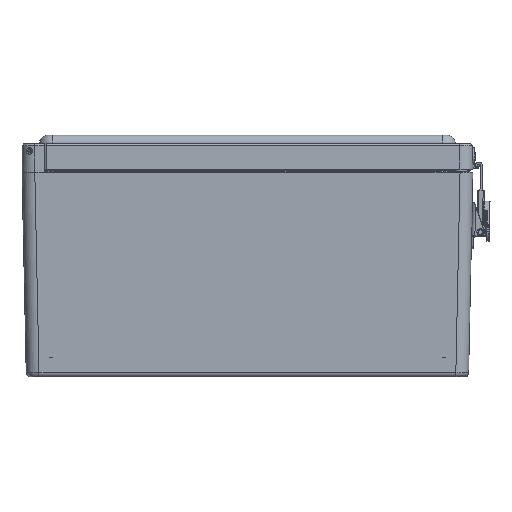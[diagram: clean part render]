
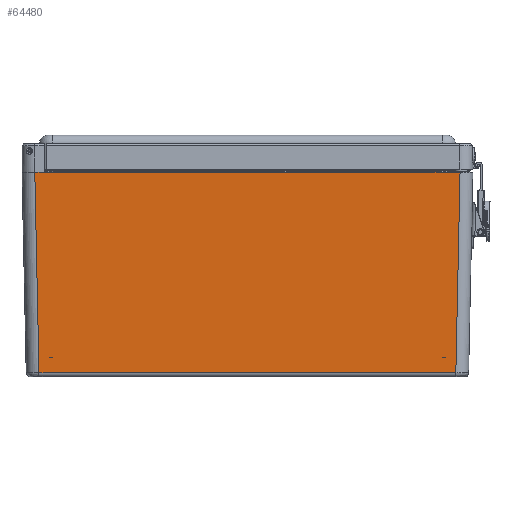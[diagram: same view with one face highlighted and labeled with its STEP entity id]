
A CAD part, front view. The second image highlights one B-rep face of the part: STEP entity #64480.
In plain terms, the highlighted planar face has unit normal (0, -1, -0.021).
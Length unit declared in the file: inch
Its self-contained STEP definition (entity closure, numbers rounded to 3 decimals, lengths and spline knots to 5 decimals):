
#393 = ORIENTED_EDGE ( 'NONE', *, *, #1731, .T. ) ;
#1731 = EDGE_CURVE ( 'NONE', #38043, #14688, #60092, .T. ) ;
#2528 = ORIENTED_EDGE ( 'NONE', *, *, #7089, .T. ) ;
#2563 = DIRECTION ( 'NONE',  ( -1., 0., 0. ) ) ;
#7089 = EDGE_CURVE ( 'NONE', #30271, #43286, #30128, .T. ) ;
#8353 = LINE ( 'NONE', #51839, #52113 ) ;
#12431 = VECTOR ( 'NONE', #32389, 39.37008 ) ;
#12759 = VECTOR ( 'NONE', #82856, 39.37008 ) ;
#13638 = ORIENTED_EDGE ( 'NONE', *, *, #38330, .F. ) ;
#14688 = VERTEX_POINT ( 'NONE', #57611 ) ;
#14865 = DIRECTION ( 'NONE',  ( 0., -0.021, 1. ) ) ;
#15003 = ORIENTED_EDGE ( 'NONE', *, *, #21589, .F. ) ;
#17827 = FACE_OUTER_BOUND ( 'NONE', #23655, .T. ) ;
#20309 = VERTEX_POINT ( 'NONE', #82959 ) ;
#20985 = CARTESIAN_POINT ( 'NONE',  ( 6.48438, -7.61006, 6. ) ) ;
#21589 = EDGE_CURVE ( 'NONE', #38043, #78350, #8353, .T. ) ;
#22805 = ORIENTED_EDGE ( 'NONE', *, *, #78141, .F. ) ;
#23655 = EDGE_LOOP ( 'NONE', ( #13638, #2528, #22805, #15003, #393, #50035 ) ) ;
#24992 = CARTESIAN_POINT ( 'NONE',  ( 3.24219, -7.48694, 0.12238 ) ) ;
#26801 = DIRECTION ( 'NONE',  ( -0.021, 0.021, -1. ) ) ;
#26900 = DIRECTION ( 'NONE',  ( 0., 1., 0. ) ) ;
#30128 = LINE ( 'NONE', #37101, #12759 ) ;
#30271 = VERTEX_POINT ( 'NONE', #63686 ) ;
#31258 = VECTOR ( 'NONE', #66773, 39.37008 ) ;
#32389 = DIRECTION ( 'NONE',  ( -1., 0., 0. ) ) ;
#34267 = PLANE ( 'NONE',  #57932 ) ;
#37101 = CARTESIAN_POINT ( 'NONE',  ( -6.11202, -7.48694, 0.12238 ) ) ;
#38043 = VERTEX_POINT ( 'NONE', #63617 ) ;
#38330 = EDGE_CURVE ( 'NONE', #30271, #20309, #64988, .T. ) ;
#40776 = CARTESIAN_POINT ( 'NONE',  ( 6.48438, -7.48438, 0. ) ) ;
#41486 = CARTESIAN_POINT ( 'NONE',  ( 6.48438, -7.61006, 6. ) ) ;
#41626 = CARTESIAN_POINT ( 'NONE',  ( 6.11202, -7.48694, 0.12238 ) ) ;
#43286 = VERTEX_POINT ( 'NONE', #47113 ) ;
#47087 = LINE ( 'NONE', #24992, #12431 ) ;
#47113 = CARTESIAN_POINT ( 'NONE',  ( -6.11202, -7.48694, 0.12238 ) ) ;
#47372 = DIRECTION ( 'NONE',  ( 0., -1., -0.021 ) ) ;
#48946 = VECTOR ( 'NONE', #2563, 39.37008 ) ;
#50035 = ORIENTED_EDGE ( 'NONE', *, *, #52972, .T. ) ;
#51839 = CARTESIAN_POINT ( 'NONE',  ( 6.10634, -7.48126, -0.14879 ) ) ;
#52113 = VECTOR ( 'NONE', #26801, 39.37008 ) ;
#52787 = CARTESIAN_POINT ( 'NONE',  ( -6.23506, -7.23506, 6. ) ) ;
#52972 = EDGE_CURVE ( 'NONE', #14688, #20309, #73945, .T. ) ;
#55241 = AXIS2_PLACEMENT_3D ( 'NONE', #52787, #72367, #26900 ) ;
#57611 = CARTESIAN_POINT ( 'NONE',  ( -5.95381, -7.61006, 6. ) ) ;
#57932 = AXIS2_PLACEMENT_3D ( 'NONE', #40776, #47372, #14865 ) ;
#60092 = LINE ( 'NONE', #41486, #48946 ) ;
#63617 = CARTESIAN_POINT ( 'NONE',  ( 6.23514, -7.61006, 6. ) ) ;
#63686 = CARTESIAN_POINT ( 'NONE',  ( -6.23514, -7.61006, 6. ) ) ;
#64480 = ADVANCED_FACE ( 'NONE', ( #17827 ), #34267, .T. ) ;
#64988 = CIRCLE ( 'NONE', #55241, 0.375 ) ;
#66773 = DIRECTION ( 'NONE',  ( -1., 0., 0. ) ) ;
#72367 = DIRECTION ( 'NONE',  ( 0., 0., 1. ) ) ;
#73945 = LINE ( 'NONE', #20985, #31258 ) ;
#78141 = EDGE_CURVE ( 'NONE', #78350, #43286, #47087, .T. ) ;
#78350 = VERTEX_POINT ( 'NONE', #41626 ) ;
#82856 = DIRECTION ( 'NONE',  ( 0.021, 0.021, -1. ) ) ;
#82959 = CARTESIAN_POINT ( 'NONE',  ( -6.23506, -7.61006, 6. ) ) ;
